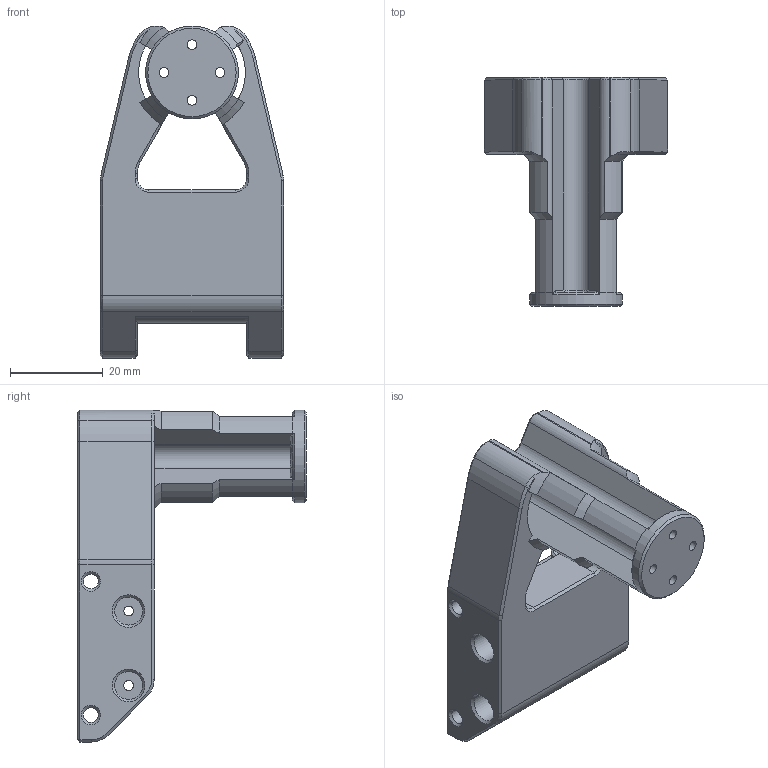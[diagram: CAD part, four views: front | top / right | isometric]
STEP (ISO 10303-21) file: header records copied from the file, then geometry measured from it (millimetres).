
FILE_DESCRIPTION(/* description */ (''),/* implementation_level */ '2;1');
FILE_NAME(/* name */ 'l3 rev.step',/* time_stamp */ '2025-08-21T23:56:18+02:00',/* author */ (''),/* organization */ (''),/* preprocessor_version */ 'ST-DEVELOPER v20.1',/* originating_system */ 'Autodesk Translation Framework v14.10.0.0',/* authorisation */ '');
FILE_SCHEMA (('AUTOMOTIVE_DESIGN { 1 0 10303 214 3 1 1 }'));
Length unit declared in the file: millimetre
Products named in the file (1): L3 revised
Bounding box: 39.5 x 49.23 x 71.41 mm (x, y, z)
Volume: 26004.8 mm3; surface area: 14253.3 mm2
Topology: 1 solids, 1 shells, 245 faces, 623 edges, 382 vertices
Faces by surface type: plane 140, cone 56, cylinder 48, bspline 1
Full cylindrical faces by diameter (mm): 2.1 x8, 3.2 x4, 6 x4, 20 x1
Entity records: 7382 total; most frequent: CARTESIAN_POINT 1360, ORIENTED_EDGE 1246, DIRECTION 1242, EDGE_CURVE 623, LINE 434, VECTOR 434, AXIS2_PLACEMENT_3D 404, VERTEX_POINT 382
